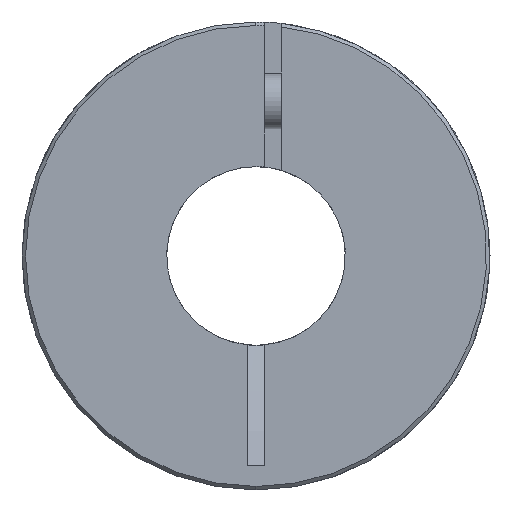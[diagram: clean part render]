
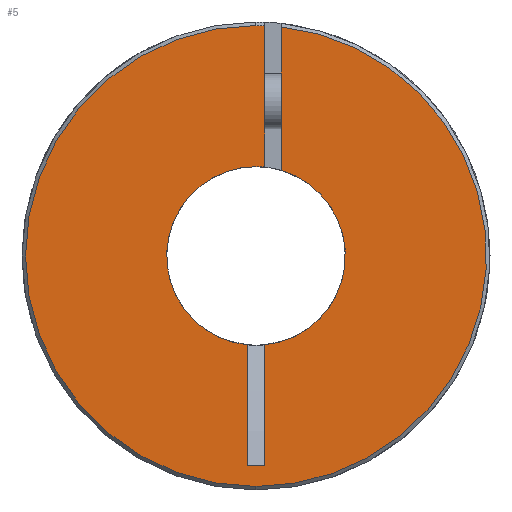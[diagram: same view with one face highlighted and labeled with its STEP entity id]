
A CAD part, left-side view. The second image highlights one B-rep face of the part: STEP entity #5.
In plain terms, the highlighted planar face has unit normal (-1, 0, 0).
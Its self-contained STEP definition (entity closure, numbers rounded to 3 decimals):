
#1 = VECTOR ( 'NONE', #1280, 1000. ) ;
#5 = ADVANCED_FACE ( 'NONE', ( #1492 ), #666, .F. ) ;
#49 = VERTEX_POINT ( 'NONE', #1556 ) ;
#83 = AXIS2_PLACEMENT_3D ( 'NONE', #1726, #693, #340 ) ;
#86 = AXIS2_PLACEMENT_3D ( 'NONE', #577, #939, #1635 ) ;
#122 = CARTESIAN_POINT ( 'NONE',  ( -0.014, 0.61, -6.321 ) ) ;
#159 = DIRECTION ( 'NONE',  ( 0., 0., -1. ) ) ;
#227 = ORIENTED_EDGE ( 'NONE', *, *, #1020, .T. ) ;
#236 = VERTEX_POINT ( 'NONE', #1778 ) ;
#258 = AXIS2_PLACEMENT_3D ( 'NONE', #1558, #1344, #1697 ) ;
#260 = EDGE_CURVE ( 'NONE', #506, #236, #498, .T. ) ;
#263 = VERTEX_POINT ( 'NONE', #914 ) ;
#299 = ORIENTED_EDGE ( 'NONE', *, *, #532, .T. ) ;
#308 = ORIENTED_EDGE ( 'NONE', *, *, #1858, .T. ) ;
#340 = DIRECTION ( 'NONE',  ( 0., 0., -1. ) ) ;
#413 = VECTOR ( 'NONE', #1838, 1000. ) ;
#425 = DIRECTION ( 'NONE',  ( -1., 0., 0. ) ) ;
#434 = ORIENTED_EDGE ( 'NONE', *, *, #1188, .F. ) ;
#445 = VERTEX_POINT ( 'NONE', #1117 ) ;
#455 = DIRECTION ( 'NONE',  ( 0., 0., 1. ) ) ;
#497 = AXIS2_PLACEMENT_3D ( 'NONE', #1342, #1694, #159 ) ;
#498 = CIRCLE ( 'NONE', #2032, 16.387 ) ;
#506 = VERTEX_POINT ( 'NONE', #1209 ) ;
#532 = EDGE_CURVE ( 'NONE', #1281, #2127, #1981, .T. ) ;
#534 = VERTEX_POINT ( 'NONE', #899 ) ;
#577 = CARTESIAN_POINT ( 'NONE',  ( -0.014, 0., 0. ) ) ;
#666 = PLANE ( 'NONE',  #497 ) ;
#687 = EDGE_CURVE ( 'NONE', #534, #49, #968, .T. ) ;
#693 = DIRECTION ( 'NONE',  ( -1., 0., 0. ) ) ;
#706 = CIRCLE ( 'NONE', #2067, 6.35 ) ;
#727 = CIRCLE ( 'NONE', #83, 16.387 ) ;
#781 = LINE ( 'NONE', #1331, #413 ) ;
#793 = ORIENTED_EDGE ( 'NONE', *, *, #2204, .T. ) ;
#894 = DIRECTION ( 'NONE',  ( 1., 0., 0. ) ) ;
#899 = CARTESIAN_POINT ( 'NONE',  ( -0.014, -0.61, -14.912 ) ) ;
#914 = CARTESIAN_POINT ( 'NONE',  ( -0.014, 0.61, -14.912 ) ) ;
#939 = DIRECTION ( 'NONE',  ( -1., 0., 0. ) ) ;
#946 = DIRECTION ( 'NONE',  ( 0., 0., -1. ) ) ;
#961 = CARTESIAN_POINT ( 'NONE',  ( -0.014, -0.61, 16.376 ) ) ;
#968 = LINE ( 'NONE', #1125, #1031 ) ;
#984 = ORIENTED_EDGE ( 'NONE', *, *, #1263, .T. ) ;
#1020 = EDGE_CURVE ( 'NONE', #2127, #445, #706, .T. ) ;
#1023 = ORIENTED_EDGE ( 'NONE', *, *, #2062, .T. ) ;
#1031 = VECTOR ( 'NONE', #1855, 1000. ) ;
#1078 = CARTESIAN_POINT ( 'NONE',  ( -0.014, 0., 0. ) ) ;
#1110 = LINE ( 'NONE', #2212, #1 ) ;
#1117 = CARTESIAN_POINT ( 'NONE',  ( -0.014, -0.61, 6.321 ) ) ;
#1125 = CARTESIAN_POINT ( 'NONE',  ( -0.014, -0.61, -14.912 ) ) ;
#1166 = VECTOR ( 'NONE', #2093, 1000. ) ;
#1188 = EDGE_CURVE ( 'NONE', #1699, #445, #1110, .T. ) ;
#1209 = CARTESIAN_POINT ( 'NONE',  ( -0.014, 0., 16.387 ) ) ;
#1238 = VECTOR ( 'NONE', #455, 1000. ) ;
#1246 = CARTESIAN_POINT ( 'NONE',  ( -0.014, -0.61, -14.912 ) ) ;
#1263 = EDGE_CURVE ( 'NONE', #263, #1281, #781, .T. ) ;
#1266 = DIRECTION ( 'NONE',  ( 1., 0., 0. ) ) ;
#1273 = LINE ( 'NONE', #2025, #1238 ) ;
#1280 = DIRECTION ( 'NONE',  ( 0., 0., -1. ) ) ;
#1281 = VERTEX_POINT ( 'NONE', #122 ) ;
#1305 = CARTESIAN_POINT ( 'NONE',  ( -0.014, -1.778, 16.29 ) ) ;
#1331 = CARTESIAN_POINT ( 'NONE',  ( -0.014, 0.61, -14.912 ) ) ;
#1338 = VERTEX_POINT ( 'NONE', #1305 ) ;
#1342 = CARTESIAN_POINT ( 'NONE',  ( -0.014, 0., 0. ) ) ;
#1344 = DIRECTION ( 'NONE',  ( 1., 0., 0. ) ) ;
#1370 = CARTESIAN_POINT ( 'NONE',  ( -0.014, -1.778, 6.096 ) ) ;
#1413 = DIRECTION ( 'NONE',  ( 0., 0., -1. ) ) ;
#1421 = CIRCLE ( 'NONE', #86, 16.387 ) ;
#1448 = ORIENTED_EDGE ( 'NONE', *, *, #2177, .F. ) ;
#1492 = FACE_OUTER_BOUND ( 'NONE', #1989, .T. ) ;
#1556 = CARTESIAN_POINT ( 'NONE',  ( -0.014, -0.61, -6.321 ) ) ;
#1558 = CARTESIAN_POINT ( 'NONE',  ( -0.014, 0., 0. ) ) ;
#1595 = CARTESIAN_POINT ( 'NONE',  ( -0.014, 0., 0. ) ) ;
#1635 = DIRECTION ( 'NONE',  ( 0., 0., -1. ) ) ;
#1683 = ORIENTED_EDGE ( 'NONE', *, *, #260, .T. ) ;
#1694 = DIRECTION ( 'NONE',  ( 1., 0., 0. ) ) ;
#1697 = DIRECTION ( 'NONE',  ( 0., 0., -1. ) ) ;
#1699 = VERTEX_POINT ( 'NONE', #961 ) ;
#1726 = CARTESIAN_POINT ( 'NONE',  ( -0.014, 0., 0. ) ) ;
#1732 = AXIS2_PLACEMENT_3D ( 'NONE', #1078, #1266, #1413 ) ;
#1746 = LINE ( 'NONE', #1246, #1166 ) ;
#1760 = CARTESIAN_POINT ( 'NONE',  ( -0.014, 0., 6.35 ) ) ;
#1778 = CARTESIAN_POINT ( 'NONE',  ( -0.014, 0., -16.387 ) ) ;
#1838 = DIRECTION ( 'NONE',  ( 0., 0., 1. ) ) ;
#1855 = DIRECTION ( 'NONE',  ( 0., 0., 1. ) ) ;
#1858 = EDGE_CURVE ( 'NONE', #534, #263, #1746, .T. ) ;
#1945 = DIRECTION ( 'NONE',  ( 0., 0., -1. ) ) ;
#1981 = CIRCLE ( 'NONE', #1732, 6.35 ) ;
#1989 = EDGE_LOOP ( 'NONE', ( #984, #299, #227, #434, #1023, #1683, #2128, #1448, #793, #2206, #308 ) ) ;
#2025 = CARTESIAN_POINT ( 'NONE',  ( -0.014, -1.778, 0. ) ) ;
#2032 = AXIS2_PLACEMENT_3D ( 'NONE', #2136, #425, #946 ) ;
#2059 = VERTEX_POINT ( 'NONE', #1370 ) ;
#2062 = EDGE_CURVE ( 'NONE', #1699, #506, #727, .T. ) ;
#2067 = AXIS2_PLACEMENT_3D ( 'NONE', #1595, #894, #1945 ) ;
#2093 = DIRECTION ( 'NONE',  ( 0., 1., 0. ) ) ;
#2127 = VERTEX_POINT ( 'NONE', #1760 ) ;
#2128 = ORIENTED_EDGE ( 'NONE', *, *, #2187, .T. ) ;
#2136 = CARTESIAN_POINT ( 'NONE',  ( -0.014, 0., 0. ) ) ;
#2177 = EDGE_CURVE ( 'NONE', #2059, #1338, #1273, .T. ) ;
#2187 = EDGE_CURVE ( 'NONE', #236, #1338, #1421, .T. ) ;
#2204 = EDGE_CURVE ( 'NONE', #2059, #49, #2235, .T. ) ;
#2206 = ORIENTED_EDGE ( 'NONE', *, *, #687, .F. ) ;
#2212 = CARTESIAN_POINT ( 'NONE',  ( -0.014, -0.61, 16.626 ) ) ;
#2235 = CIRCLE ( 'NONE', #258, 6.35 ) ;
